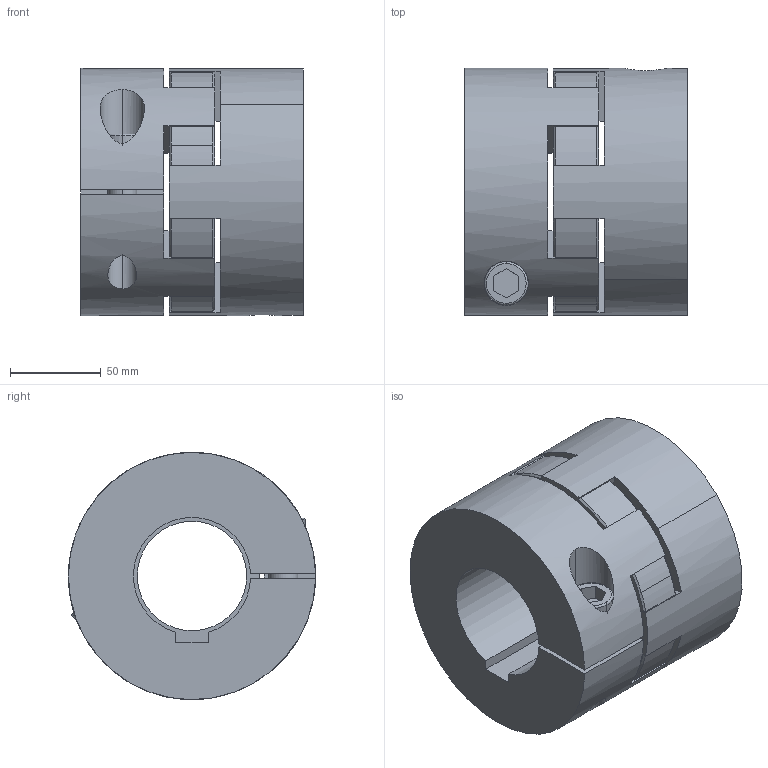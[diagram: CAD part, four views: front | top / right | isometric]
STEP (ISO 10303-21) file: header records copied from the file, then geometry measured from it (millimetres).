
FILE_DESCRIPTION(('STEP AP214'),'1');
FILE_NAME('cctmp_1F3AFD07-14AF-4D0F-86B3-9B75F0E24C01_2023_06_13_13_41_42_0079..stp','2023-06-13T11:41:42',('R+W Antriebselemente GmbH'),('CADClick - www.CADClick.com'),'Spatial InterOp 3D',' ','unknown authorization');
FILE_SCHEMA(('AUTOMOTIVE_DESIGN'));
Length unit declared in the file: millimetre
Products named in the file (4): cc_unnamed; EKL/800/123/C/64.7-PFN/80-PFN_2; EKL/800/123/C/64.7-PFN/80-PFN_1; EKL/800/123/C/64.7-PFN/80-PFN
Assembly tree (3 placements, depth 2):
  cc_unnamed
    EKL/800/123/C/64.7-PFN/80-PFN_2
    EKL/800/123/C/64.7-PFN/80-PFN_1
    EKL/800/123/C/64.7-PFN/80-PFN
Bounding box: 123 x 136.49 x 136.5 mm (x, y, z)
Volume: 1222710 mm3; surface area: 178686 mm2
Topology: 3 solids, 3 shells, 162 faces, 428 edges, 282 vertices
Faces by surface type: plane 83, cylinder 55, cone 20, torus 4
Entity records: 6837 total; most frequent: CARTESIAN_POINT 1268, DIRECTION 904, ORIENTED_EDGE 856, EDGE_CURVE 428, AXIS2_PLACEMENT_3D 318, VERTEX_POINT 282, LINE 268, VECTOR 268
